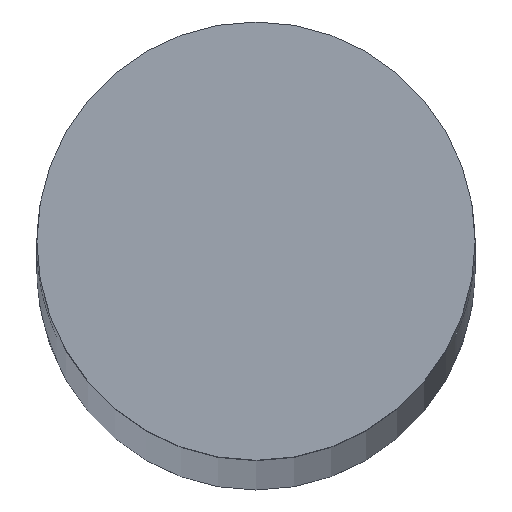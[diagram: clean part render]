
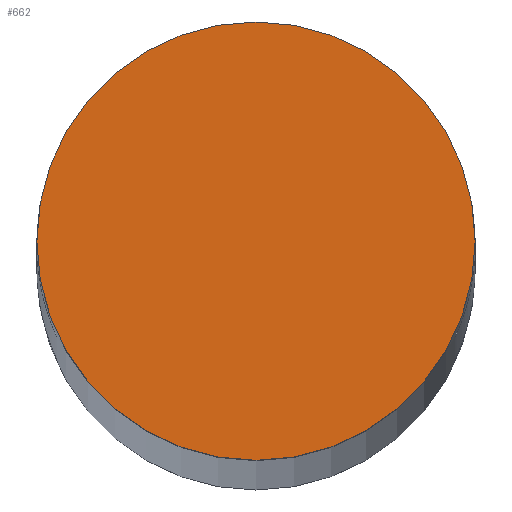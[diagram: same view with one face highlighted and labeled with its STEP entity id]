
A CAD part, top view. The second image highlights one B-rep face of the part: STEP entity #662.
In plain terms, the highlighted planar face has unit normal (0, 0, 1).
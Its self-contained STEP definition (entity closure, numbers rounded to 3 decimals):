
#36 = CARTESIAN_POINT ( 'NONE',  ( 0., 0., 233. ) ) ;
#39 = CIRCLE ( 'NONE', #125, 3. ) ;
#71 = EDGE_LOOP ( 'NONE', ( #830, #816 ) ) ;
#85 = CARTESIAN_POINT ( 'NONE',  ( 0., 0., 233. ) ) ;
#109 = DIRECTION ( 'NONE',  ( 0., 0., 1. ) ) ;
#125 = AXIS2_PLACEMENT_3D ( 'NONE', #404, #405, #749 ) ;
#155 = AXIS2_PLACEMENT_3D ( 'NONE', #36, #109, #306 ) ;
#199 = EDGE_CURVE ( 'NONE', #440, #837, #642, .T. ) ;
#213 = DIRECTION ( 'NONE',  ( 1., 0., 0. ) ) ;
#251 = CARTESIAN_POINT ( 'NONE',  ( 3., 0., 233. ) ) ;
#306 = DIRECTION ( 'NONE',  ( 1., 0., 0. ) ) ;
#404 = CARTESIAN_POINT ( 'NONE',  ( 0., 0., 233. ) ) ;
#405 = DIRECTION ( 'NONE',  ( 0., 0., 1. ) ) ;
#440 = VERTEX_POINT ( 'NONE', #251 ) ;
#538 = CARTESIAN_POINT ( 'NONE',  ( -3., 0., 233. ) ) ;
#560 = EDGE_CURVE ( 'NONE', #837, #440, #39, .T. ) ;
#561 = PLANE ( 'NONE',  #684 ) ;
#631 = DIRECTION ( 'NONE',  ( 0., 0., 1. ) ) ;
#642 = CIRCLE ( 'NONE', #155, 3. ) ;
#662 = ADVANCED_FACE ( 'NONE', ( #668 ), #561, .T. ) ;
#668 = FACE_OUTER_BOUND ( 'NONE', #71, .T. ) ;
#684 = AXIS2_PLACEMENT_3D ( 'NONE', #85, #631, #213 ) ;
#749 = DIRECTION ( 'NONE',  ( 1., 0., 0. ) ) ;
#816 = ORIENTED_EDGE ( 'NONE', *, *, #199, .T. ) ;
#830 = ORIENTED_EDGE ( 'NONE', *, *, #560, .T. ) ;
#837 = VERTEX_POINT ( 'NONE', #538 ) ;
